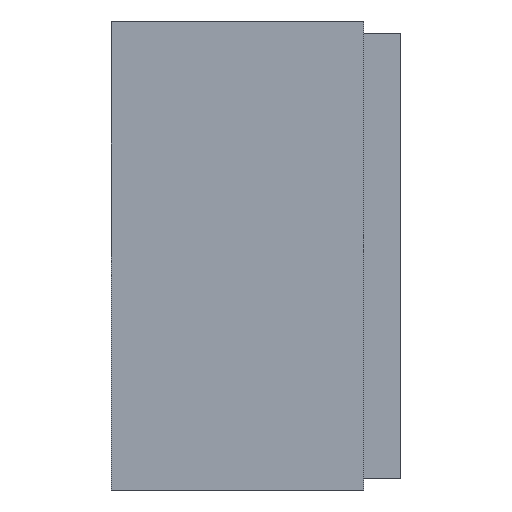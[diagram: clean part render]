
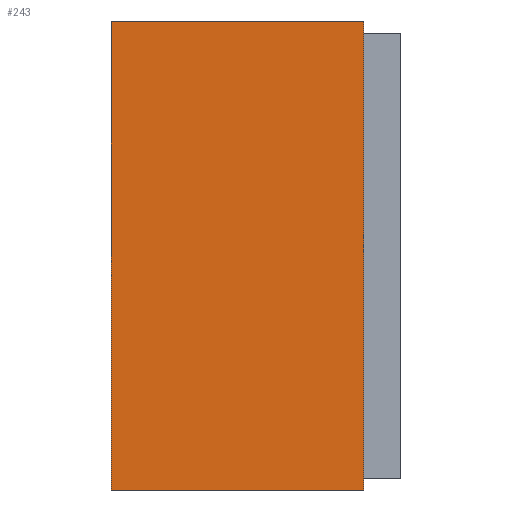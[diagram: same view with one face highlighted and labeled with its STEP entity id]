
A CAD part, left-side view. The second image highlights one B-rep face of the part: STEP entity #243.
In plain terms, the highlighted planar face has unit normal (-1, 0, 0).
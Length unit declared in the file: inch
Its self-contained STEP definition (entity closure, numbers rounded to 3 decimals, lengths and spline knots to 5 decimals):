
#1=DIRECTION('',(0.,0.,1.));
#2=VECTOR('',#1,0.063);
#3=CARTESIAN_POINT('',(-0.0395,0.,-0.0315));
#4=LINE('',#3,#2);
#49=DIRECTION('',(0.,1.,0.));
#50=VECTOR('',#49,0.034);
#51=CARTESIAN_POINT('',(-0.0395,0.,-0.0315));
#52=LINE('',#51,#50);
#61=DIRECTION('',(0.,1.,0.));
#62=VECTOR('',#61,0.034);
#63=CARTESIAN_POINT('',(-0.0395,0.,0.0315));
#64=LINE('',#63,#62);
#65=DIRECTION('',(0.,0.,1.));
#66=VECTOR('',#65,0.063);
#67=CARTESIAN_POINT('',(-0.0395,0.034,-0.0315));
#68=LINE('',#67,#66);
#145=CARTESIAN_POINT('',(-0.0395,0.,-0.0315));
#146=CARTESIAN_POINT('',(-0.0395,0.,0.0315));
#147=VERTEX_POINT('',#145);
#148=VERTEX_POINT('',#146);
#153=CARTESIAN_POINT('',(-0.0395,0.034,-0.0315));
#154=CARTESIAN_POINT('',(-0.0395,0.034,0.0315));
#155=VERTEX_POINT('',#153);
#156=VERTEX_POINT('',#154);
#229=CARTESIAN_POINT('',(-0.0395,0.,-0.0315));
#230=DIRECTION('',(-1.,0.,0.));
#231=DIRECTION('',(0.,0.,1.));
#232=AXIS2_PLACEMENT_3D('',#229,#230,#231);
#233=PLANE('',#232);
#234=ORIENTED_EDGE('',*,*,#198,.F.);
#236=ORIENTED_EDGE('',*,*,#235,.T.);
#238=ORIENTED_EDGE('',*,*,#237,.T.);
#240=ORIENTED_EDGE('',*,*,#239,.F.);
#241=EDGE_LOOP('',(#234,#236,#238,#240));
#242=FACE_OUTER_BOUND('',#241,.F.);
#243=ADVANCED_FACE('',(#242),#233,.T.);
#198=EDGE_CURVE('',#147,#148,#4,.T.);
#235=EDGE_CURVE('',#147,#155,#52,.T.);
#237=EDGE_CURVE('',#155,#156,#68,.T.);
#239=EDGE_CURVE('',#148,#156,#64,.T.);
